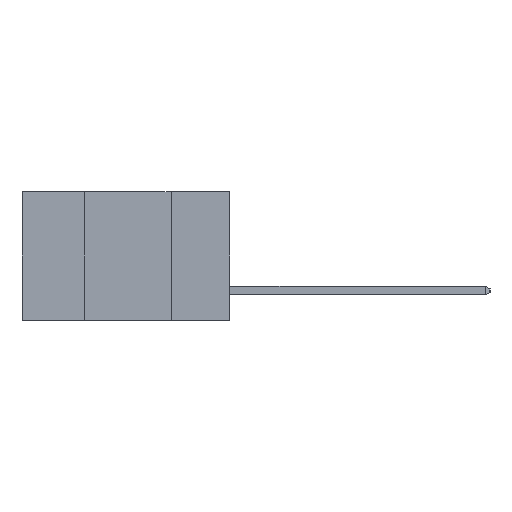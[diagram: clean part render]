
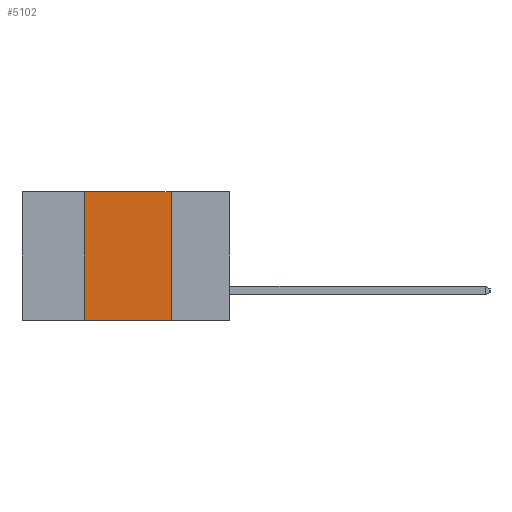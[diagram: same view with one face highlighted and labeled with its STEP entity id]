
A CAD part, left-side view. The second image highlights one B-rep face of the part: STEP entity #5102.
In plain terms, the highlighted planar face has unit normal (-1, 0, 0).
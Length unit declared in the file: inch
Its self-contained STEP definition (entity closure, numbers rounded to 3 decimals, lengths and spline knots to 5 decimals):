
#492 = EDGE_LOOP ( 'NONE', ( #1228, #11237, #933, #8509 ) ) ;
#577 = EDGE_CURVE ( 'NONE', #2186, #1993, #8798, .T. ) ;
#933 = ORIENTED_EDGE ( 'NONE', *, *, #577, .F. ) ;
#1228 = ORIENTED_EDGE ( 'NONE', *, *, #1690, .F. ) ;
#1280 = CARTESIAN_POINT ( 'NONE',  ( 0., 0.42, -0.37 ) ) ;
#1690 = EDGE_CURVE ( 'NONE', #4338, #8705, #3292, .T. ) ;
#1993 = VERTEX_POINT ( 'NONE', #5360 ) ;
#2186 = VERTEX_POINT ( 'NONE', #1280 ) ;
#2733 = CARTESIAN_POINT ( 'NONE',  ( 0., 0.17, 0. ) ) ;
#3231 = DIRECTION ( 'NONE',  ( 0., 0., -1. ) ) ;
#3240 = PLANE ( 'NONE',  #7094 ) ;
#3292 = LINE ( 'NONE', #2733, #7697 ) ;
#3626 = FACE_OUTER_BOUND ( 'NONE', #492, .T. ) ;
#4147 = CARTESIAN_POINT ( 'NONE',  ( 0., 0.6, 0. ) ) ;
#4242 = LINE ( 'NONE', #11071, #6309 ) ;
#4338 = VERTEX_POINT ( 'NONE', #4950 ) ;
#4849 = LINE ( 'NONE', #10086, #7148 ) ;
#4950 = CARTESIAN_POINT ( 'NONE',  ( 0., 0.17, 0. ) ) ;
#5102 = ADVANCED_FACE ( 'NONE', ( #3626 ), #3240, .F. ) ;
#5360 = CARTESIAN_POINT ( 'NONE',  ( 0., 0.42, 0. ) ) ;
#5923 = DIRECTION ( 'NONE',  ( 0., 0., -1. ) ) ;
#6273 = VECTOR ( 'NONE', #7163, 39.37008 ) ;
#6309 = VECTOR ( 'NONE', #7774, 39.37008 ) ;
#7094 = AXIS2_PLACEMENT_3D ( 'NONE', #4147, #10952, #5923 ) ;
#7148 = VECTOR ( 'NONE', #10917, 39.37008 ) ;
#7163 = DIRECTION ( 'NONE',  ( 0., 0., 1. ) ) ;
#7382 = CARTESIAN_POINT ( 'NONE',  ( 0., 0.42, 0. ) ) ;
#7697 = VECTOR ( 'NONE', #3231, 39.37008 ) ;
#7774 = DIRECTION ( 'NONE',  ( 0., -1., 0. ) ) ;
#8400 = EDGE_CURVE ( 'NONE', #1993, #4338, #4849, .T. ) ;
#8509 = ORIENTED_EDGE ( 'NONE', *, *, #9697, .T. ) ;
#8705 = VERTEX_POINT ( 'NONE', #11415 ) ;
#8798 = LINE ( 'NONE', #7382, #6273 ) ;
#9697 = EDGE_CURVE ( 'NONE', #2186, #8705, #4242, .T. ) ;
#10086 = CARTESIAN_POINT ( 'NONE',  ( 0., 0.6, 0. ) ) ;
#10917 = DIRECTION ( 'NONE',  ( 0., -1., 0. ) ) ;
#10952 = DIRECTION ( 'NONE',  ( 1., 0., 0. ) ) ;
#11071 = CARTESIAN_POINT ( 'NONE',  ( 0., 0.6, -0.37 ) ) ;
#11237 = ORIENTED_EDGE ( 'NONE', *, *, #8400, .F. ) ;
#11415 = CARTESIAN_POINT ( 'NONE',  ( 0., 0.17, -0.37 ) ) ;
